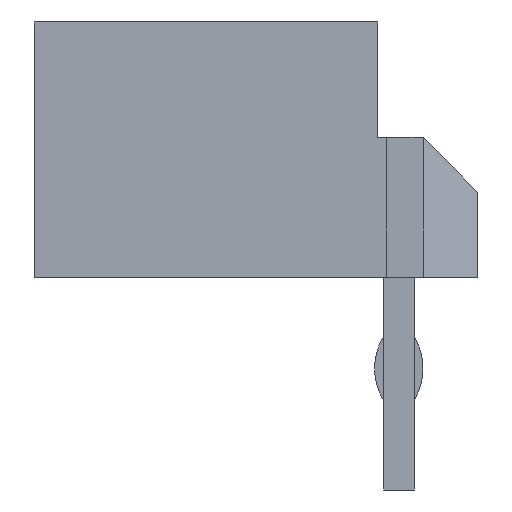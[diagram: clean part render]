
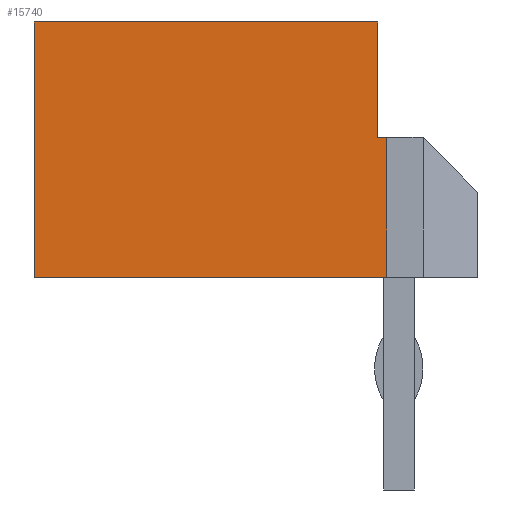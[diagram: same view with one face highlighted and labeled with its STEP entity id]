
A CAD part, left-side view. The second image highlights one B-rep face of the part: STEP entity #15740.
In plain terms, the highlighted planar face has unit normal (-1, 0, 0).
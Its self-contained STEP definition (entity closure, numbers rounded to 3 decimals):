
#368 = PLANE('',#369);
#369 = AXIS2_PLACEMENT_3D('',#370,#371,#372);
#370 = CARTESIAN_POINT('',(20.,-1.3,0.));
#371 = DIRECTION('',(0.,0.,-1.));
#372 = DIRECTION('',(-1.,0.,0.));
#3045 = PLANE('',#3046);
#3046 = AXIS2_PLACEMENT_3D('',#3047,#3048,#3049);
#3047 = CARTESIAN_POINT('',(9.,6.,2.1));
#3048 = DIRECTION('',(0.,1.,0.));
#3049 = DIRECTION('',(-1.,0.,0.));
#5059 = PLANE('',#5060);
#5060 = AXIS2_PLACEMENT_3D('',#5061,#5062,#5063);
#5061 = CARTESIAN_POINT('',(-2.,0.35,2.3));
#5062 = DIRECTION('',(0.,0.,-1.));
#5063 = DIRECTION('',(0.,-1.,0.));
#8401 = VERTEX_POINT('',#8402);
#8402 = CARTESIAN_POINT('',(-2.,0.2,2.3));
#8416 = PLANE('',#8417);
#8417 = AXIS2_PLACEMENT_3D('',#8418,#8419,#8420);
#8418 = CARTESIAN_POINT('',(-2.,0.2,0.));
#8419 = DIRECTION('',(0.,1.,0.));
#8420 = DIRECTION('',(1.,0.,0.));
#8428 = EDGE_CURVE('',#8429,#8401,#8431,.T.);
#8429 = VERTEX_POINT('',#8430);
#8430 = CARTESIAN_POINT('',(-2.,0.35,2.3));
#8431 = SURFACE_CURVE('',#8432,(#8436,#8443),.PCURVE_S1.);
#8432 = LINE('',#8433,#8434);
#8433 = CARTESIAN_POINT('',(-2.,0.35,2.3));
#8434 = VECTOR('',#8435,1.);
#8435 = DIRECTION('',(0.,-1.,0.));
#8436 = PCURVE('',#5059,#8437);
#8437 = DEFINITIONAL_REPRESENTATION('',(#8438),#8442);
#8438 = LINE('',#8439,#8440);
#8439 = CARTESIAN_POINT('',(0.,0.));
#8440 = VECTOR('',#8441,1.);
#8441 = DIRECTION('',(1.,0.));
#8442 = ( GEOMETRIC_REPRESENTATION_CONTEXT(2) 
PARAMETRIC_REPRESENTATION_CONTEXT() REPRESENTATION_CONTEXT('2D SPACE',''
  ) );
#8443 = PCURVE('',#8444,#8449);
#8444 = PLANE('',#8445);
#8445 = AXIS2_PLACEMENT_3D('',#8446,#8447,#8448);
#8446 = CARTESIAN_POINT('',(-2.,-1.3,0.));
#8447 = DIRECTION('',(-1.,0.,0.));
#8448 = DIRECTION('',(0.,0.,1.));
#8449 = DEFINITIONAL_REPRESENTATION('',(#8450),#8454);
#8450 = LINE('',#8451,#8452);
#8451 = CARTESIAN_POINT('',(2.3,1.65));
#8452 = VECTOR('',#8453,1.);
#8453 = DIRECTION('',(0.,-1.));
#8454 = ( GEOMETRIC_REPRESENTATION_CONTEXT(2) 
PARAMETRIC_REPRESENTATION_CONTEXT() REPRESENTATION_CONTEXT('2D SPACE',''
  ) );
#8472 = PLANE('',#8473);
#8473 = AXIS2_PLACEMENT_3D('',#8474,#8475,#8476);
#8474 = CARTESIAN_POINT('',(-2.,0.35,4.2));
#8475 = DIRECTION('',(0.,1.,0.));
#8476 = DIRECTION('',(0.,0.,-1.));
#10084 = PLANE('',#10085);
#10085 = AXIS2_PLACEMENT_3D('',#10086,#10087,#10088);
#10086 = CARTESIAN_POINT('',(-2.,-1.3,4.2));
#10087 = DIRECTION('',(0.,0.,1.));
#10088 = DIRECTION('',(1.,0.,0.));
#15093 = VERTEX_POINT('',#15094);
#15094 = CARTESIAN_POINT('',(-2.,6.,4.2));
#15115 = EDGE_CURVE('',#15116,#15093,#15118,.T.);
#15116 = VERTEX_POINT('',#15117);
#15117 = CARTESIAN_POINT('',(-2.,6.,0.));
#15118 = SURFACE_CURVE('',#15119,(#15123,#15130),.PCURVE_S1.);
#15119 = LINE('',#15120,#15121);
#15120 = CARTESIAN_POINT('',(-2.,6.,0.));
#15121 = VECTOR('',#15122,1.);
#15122 = DIRECTION('',(0.,0.,1.));
#15123 = PCURVE('',#3045,#15124);
#15124 = DEFINITIONAL_REPRESENTATION('',(#15125),#15129);
#15125 = LINE('',#15126,#15127);
#15126 = CARTESIAN_POINT('',(11.,-2.1));
#15127 = VECTOR('',#15128,1.);
#15128 = DIRECTION('',(0.,1.));
#15129 = ( GEOMETRIC_REPRESENTATION_CONTEXT(2) 
PARAMETRIC_REPRESENTATION_CONTEXT() REPRESENTATION_CONTEXT('2D SPACE',''
  ) );
#15130 = PCURVE('',#8444,#15131);
#15131 = DEFINITIONAL_REPRESENTATION('',(#15132),#15136);
#15132 = LINE('',#15133,#15134);
#15133 = CARTESIAN_POINT('',(0.,7.3));
#15134 = VECTOR('',#15135,1.);
#15135 = DIRECTION('',(1.,0.));
#15136 = ( GEOMETRIC_REPRESENTATION_CONTEXT(2) 
PARAMETRIC_REPRESENTATION_CONTEXT() REPRESENTATION_CONTEXT('2D SPACE',''
  ) );
#15402 = VERTEX_POINT('',#15403);
#15403 = CARTESIAN_POINT('',(-2.,0.2,0.));
#15539 = EDGE_CURVE('',#15402,#15116,#15540,.T.);
#15540 = SURFACE_CURVE('',#15541,(#15545,#15552),.PCURVE_S1.);
#15541 = LINE('',#15542,#15543);
#15542 = CARTESIAN_POINT('',(-2.,0.2,0.));
#15543 = VECTOR('',#15544,1.);
#15544 = DIRECTION('',(0.,1.,0.));
#15545 = PCURVE('',#368,#15546);
#15546 = DEFINITIONAL_REPRESENTATION('',(#15547),#15551);
#15547 = LINE('',#15548,#15549);
#15548 = CARTESIAN_POINT('',(22.,1.5));
#15549 = VECTOR('',#15550,1.);
#15550 = DIRECTION('',(0.,1.));
#15551 = ( GEOMETRIC_REPRESENTATION_CONTEXT(2) 
PARAMETRIC_REPRESENTATION_CONTEXT() REPRESENTATION_CONTEXT('2D SPACE',''
  ) );
#15552 = PCURVE('',#8444,#15553);
#15553 = DEFINITIONAL_REPRESENTATION('',(#15554),#15558);
#15554 = LINE('',#15555,#15556);
#15555 = CARTESIAN_POINT('',(0.,1.5));
#15556 = VECTOR('',#15557,1.);
#15557 = DIRECTION('',(0.,1.));
#15558 = ( GEOMETRIC_REPRESENTATION_CONTEXT(2) 
PARAMETRIC_REPRESENTATION_CONTEXT() REPRESENTATION_CONTEXT('2D SPACE',''
  ) );
#15696 = EDGE_CURVE('',#15697,#8429,#15699,.T.);
#15697 = VERTEX_POINT('',#15698);
#15698 = CARTESIAN_POINT('',(-2.,0.35,4.2));
#15699 = SURFACE_CURVE('',#15700,(#15704,#15711),.PCURVE_S1.);
#15700 = LINE('',#15701,#15702);
#15701 = CARTESIAN_POINT('',(-2.,0.35,4.2));
#15702 = VECTOR('',#15703,1.);
#15703 = DIRECTION('',(0.,0.,-1.));
#15704 = PCURVE('',#8472,#15705);
#15705 = DEFINITIONAL_REPRESENTATION('',(#15706),#15710);
#15706 = LINE('',#15707,#15708);
#15707 = CARTESIAN_POINT('',(0.,0.));
#15708 = VECTOR('',#15709,1.);
#15709 = DIRECTION('',(1.,0.));
#15710 = ( GEOMETRIC_REPRESENTATION_CONTEXT(2) 
PARAMETRIC_REPRESENTATION_CONTEXT() REPRESENTATION_CONTEXT('2D SPACE',''
  ) );
#15711 = PCURVE('',#8444,#15712);
#15712 = DEFINITIONAL_REPRESENTATION('',(#15713),#15717);
#15713 = LINE('',#15714,#15715);
#15714 = CARTESIAN_POINT('',(4.2,1.65));
#15715 = VECTOR('',#15716,1.);
#15716 = DIRECTION('',(-1.,0.));
#15717 = ( GEOMETRIC_REPRESENTATION_CONTEXT(2) 
PARAMETRIC_REPRESENTATION_CONTEXT() REPRESENTATION_CONTEXT('2D SPACE',''
  ) );
#15740 = ADVANCED_FACE('',(#15741),#8444,.T.);
#15741 = FACE_BOUND('',#15742,.F.);
#15742 = EDGE_LOOP('',(#15743,#15764,#15765,#15766,#15787,#15788));
#15743 = ORIENTED_EDGE('',*,*,#15744,.F.);
#15744 = EDGE_CURVE('',#15402,#8401,#15745,.T.);
#15745 = SURFACE_CURVE('',#15746,(#15750,#15757),.PCURVE_S1.);
#15746 = LINE('',#15747,#15748);
#15747 = CARTESIAN_POINT('',(-2.,0.2,0.));
#15748 = VECTOR('',#15749,1.);
#15749 = DIRECTION('',(0.,0.,1.));
#15750 = PCURVE('',#8444,#15751);
#15751 = DEFINITIONAL_REPRESENTATION('',(#15752),#15756);
#15752 = LINE('',#15753,#15754);
#15753 = CARTESIAN_POINT('',(0.,1.5));
#15754 = VECTOR('',#15755,1.);
#15755 = DIRECTION('',(1.,0.));
#15756 = ( GEOMETRIC_REPRESENTATION_CONTEXT(2) 
PARAMETRIC_REPRESENTATION_CONTEXT() REPRESENTATION_CONTEXT('2D SPACE',''
  ) );
#15757 = PCURVE('',#8416,#15758);
#15758 = DEFINITIONAL_REPRESENTATION('',(#15759),#15763);
#15759 = LINE('',#15760,#15761);
#15760 = CARTESIAN_POINT('',(0.,0.));
#15761 = VECTOR('',#15762,1.);
#15762 = DIRECTION('',(0.,-1.));
#15763 = ( GEOMETRIC_REPRESENTATION_CONTEXT(2) 
PARAMETRIC_REPRESENTATION_CONTEXT() REPRESENTATION_CONTEXT('2D SPACE',''
  ) );
#15764 = ORIENTED_EDGE('',*,*,#15539,.T.);
#15765 = ORIENTED_EDGE('',*,*,#15115,.T.);
#15766 = ORIENTED_EDGE('',*,*,#15767,.F.);
#15767 = EDGE_CURVE('',#15697,#15093,#15768,.T.);
#15768 = SURFACE_CURVE('',#15769,(#15773,#15780),.PCURVE_S1.);
#15769 = LINE('',#15770,#15771);
#15770 = CARTESIAN_POINT('',(-2.,0.35,4.2));
#15771 = VECTOR('',#15772,1.);
#15772 = DIRECTION('',(0.,1.,0.));
#15773 = PCURVE('',#8444,#15774);
#15774 = DEFINITIONAL_REPRESENTATION('',(#15775),#15779);
#15775 = LINE('',#15776,#15777);
#15776 = CARTESIAN_POINT('',(4.2,1.65));
#15777 = VECTOR('',#15778,1.);
#15778 = DIRECTION('',(0.,1.));
#15779 = ( GEOMETRIC_REPRESENTATION_CONTEXT(2) 
PARAMETRIC_REPRESENTATION_CONTEXT() REPRESENTATION_CONTEXT('2D SPACE',''
  ) );
#15780 = PCURVE('',#10084,#15781);
#15781 = DEFINITIONAL_REPRESENTATION('',(#15782),#15786);
#15782 = LINE('',#15783,#15784);
#15783 = CARTESIAN_POINT('',(0.,1.65));
#15784 = VECTOR('',#15785,1.);
#15785 = DIRECTION('',(0.,1.));
#15786 = ( GEOMETRIC_REPRESENTATION_CONTEXT(2) 
PARAMETRIC_REPRESENTATION_CONTEXT() REPRESENTATION_CONTEXT('2D SPACE',''
  ) );
#15787 = ORIENTED_EDGE('',*,*,#15696,.T.);
#15788 = ORIENTED_EDGE('',*,*,#8428,.T.);
